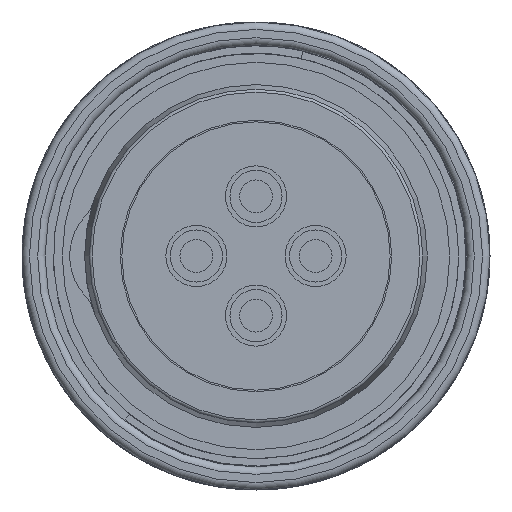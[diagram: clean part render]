
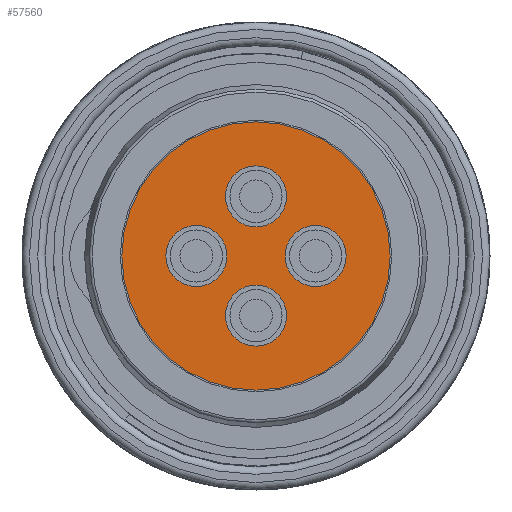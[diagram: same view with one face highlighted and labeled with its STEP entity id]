
A CAD part, left-side view. The second image highlights one B-rep face of the part: STEP entity #57560.
In plain terms, the highlighted planar face has unit normal (-1, 0, 0).
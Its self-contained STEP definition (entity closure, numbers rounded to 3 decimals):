
#2658=PLANE('',#58719);
#5855=FACE_OUTER_BOUND('',#10234,.T.);
#5862=CIRCLE('',#57598,9.);
#6374=CIRCLE('',#58686,2.05);
#6375=CIRCLE('',#58687,2.05);
#6380=CIRCLE('',#58696,2.05);
#6381=CIRCLE('',#58697,2.05);
#6386=CIRCLE('',#58706,2.05);
#6387=CIRCLE('',#58707,2.05);
#6392=CIRCLE('',#58716,2.05);
#6393=CIRCLE('',#58717,2.05);
#6714=FACE_BOUND('',#10235,.T.);
#6715=FACE_BOUND('',#10236,.T.);
#6716=FACE_BOUND('',#10237,.T.);
#6717=FACE_BOUND('',#10238,.T.);
#10234=EDGE_LOOP('',(#50602));
#10235=EDGE_LOOP('',(#50603,#50604));
#10236=EDGE_LOOP('',(#50605,#50606));
#10237=EDGE_LOOP('',(#50607,#50608));
#10238=EDGE_LOOP('',(#50609,#50610));
#18940=VERTEX_POINT('',#61959);
#24656=VERTEX_POINT('',#209822);
#24657=VERTEX_POINT('',#209823);
#24662=VERTEX_POINT('',#209840);
#24663=VERTEX_POINT('',#209841);
#24668=VERTEX_POINT('',#209858);
#24669=VERTEX_POINT('',#209859);
#24674=VERTEX_POINT('',#209876);
#24675=VERTEX_POINT('',#209877);
#24716=EDGE_CURVE('',#18940,#18940,#5862,.T.);
#33293=EDGE_CURVE('',#24656,#24657,#6374,.T.);
#33294=EDGE_CURVE('',#24657,#24656,#6375,.T.);
#33301=EDGE_CURVE('',#24662,#24663,#6380,.T.);
#33302=EDGE_CURVE('',#24663,#24662,#6381,.T.);
#33309=EDGE_CURVE('',#24668,#24669,#6386,.T.);
#33310=EDGE_CURVE('',#24669,#24668,#6387,.T.);
#33317=EDGE_CURVE('',#24674,#24675,#6392,.T.);
#33318=EDGE_CURVE('',#24675,#24674,#6393,.T.);
#50602=ORIENTED_EDGE('',*,*,#24716,.T.);
#50603=ORIENTED_EDGE('',*,*,#33293,.T.);
#50604=ORIENTED_EDGE('',*,*,#33294,.T.);
#50605=ORIENTED_EDGE('',*,*,#33301,.T.);
#50606=ORIENTED_EDGE('',*,*,#33302,.T.);
#50607=ORIENTED_EDGE('',*,*,#33309,.T.);
#50608=ORIENTED_EDGE('',*,*,#33310,.T.);
#50609=ORIENTED_EDGE('',*,*,#33317,.T.);
#50610=ORIENTED_EDGE('',*,*,#33318,.T.);
#57560=ADVANCED_FACE('',(#5855,#6714,#6715,#6716,#6717),#2658,.F.);
#57598=AXIS2_PLACEMENT_3D('',#61961,#58768,#58769);
#58686=AXIS2_PLACEMENT_3D('',#209824,#61484,#61485);
#58687=AXIS2_PLACEMENT_3D('',#209825,#61486,#61487);
#58696=AXIS2_PLACEMENT_3D('',#209842,#61506,#61507);
#58697=AXIS2_PLACEMENT_3D('',#209843,#61508,#61509);
#58706=AXIS2_PLACEMENT_3D('',#209860,#61528,#61529);
#58707=AXIS2_PLACEMENT_3D('',#209861,#61530,#61531);
#58716=AXIS2_PLACEMENT_3D('',#209878,#61550,#61551);
#58717=AXIS2_PLACEMENT_3D('',#209879,#61552,#61553);
#58719=AXIS2_PLACEMENT_3D('',#209883,#61558,#61559);
#58768=DIRECTION('center_axis',(-1.,0.,0.));
#58769=DIRECTION('ref_axis',(0.,0.,-1.));
#61484=DIRECTION('center_axis',(1.,0.,0.));
#61485=DIRECTION('ref_axis',(0.,1.,0.));
#61486=DIRECTION('center_axis',(1.,0.,0.));
#61487=DIRECTION('ref_axis',(0.,1.,0.));
#61506=DIRECTION('center_axis',(1.,0.,0.));
#61507=DIRECTION('ref_axis',(0.,0.,
-1.));
#61508=DIRECTION('center_axis',(1.,0.,0.));
#61509=DIRECTION('ref_axis',(0.,0.,
-1.));
#61528=DIRECTION('center_axis',(1.,0.,0.));
#61529=DIRECTION('ref_axis',(0.,-1.,0.));
#61530=DIRECTION('center_axis',(1.,0.,0.));
#61531=DIRECTION('ref_axis',(0.,-1.,0.));
#61550=DIRECTION('center_axis',(1.,0.,0.));
#61551=DIRECTION('ref_axis',(0.,0.,
1.));
#61552=DIRECTION('center_axis',(1.,0.,0.));
#61553=DIRECTION('ref_axis',(0.,0.,
1.));
#61558=DIRECTION('center_axis',(1.,0.,0.));
#61559=DIRECTION('ref_axis',(0.,0.,
-1.));
#61959=CARTESIAN_POINT('',(0.,0.,9.));
#61961=CARTESIAN_POINT('Origin',(0.,0.,
0.));
#209822=CARTESIAN_POINT('',(0.,2.05,-4.));
#209823=CARTESIAN_POINT('',(0.,-2.05,-4.));
#209824=CARTESIAN_POINT('Origin',(0.,0.,
-4.));
#209825=CARTESIAN_POINT('Origin',(0.,0.,
-4.));
#209840=CARTESIAN_POINT('',(0.,-4.,-2.05));
#209841=CARTESIAN_POINT('',(0.,-4.,2.05));
#209842=CARTESIAN_POINT('Origin',(0.,-4.,0.));
#209843=CARTESIAN_POINT('Origin',(0.,-4.,0.));
#209858=CARTESIAN_POINT('',(0.,-2.05,4.));
#209859=CARTESIAN_POINT('',(0.,2.05,4.));
#209860=CARTESIAN_POINT('Origin',(0.,0.,
4.));
#209861=CARTESIAN_POINT('Origin',(0.,0.,
4.));
#209876=CARTESIAN_POINT('',(0.,4.,2.05));
#209877=CARTESIAN_POINT('',(0.,4.,-2.05));
#209878=CARTESIAN_POINT('Origin',(0.,4.,0.));
#209879=CARTESIAN_POINT('Origin',(0.,4.,0.));
#209883=CARTESIAN_POINT('Origin',(0.,0.,
0.));
